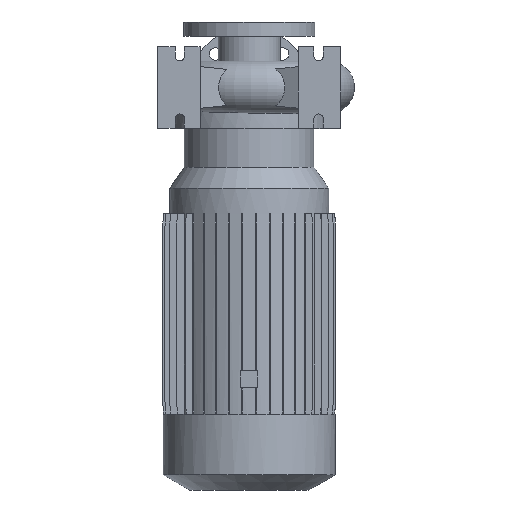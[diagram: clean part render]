
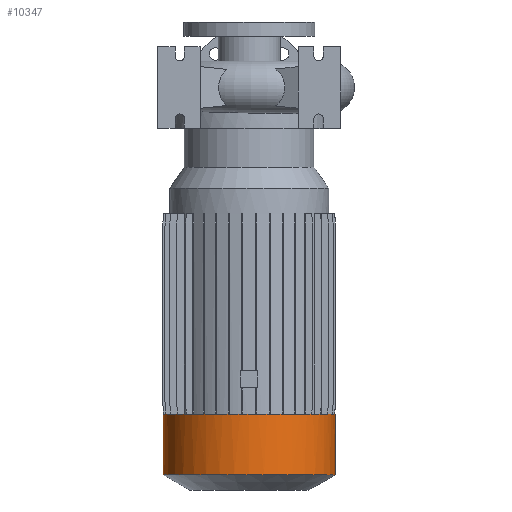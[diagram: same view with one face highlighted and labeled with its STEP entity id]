
A CAD part, front view. The second image highlights one B-rep face of the part: STEP entity #10347.
In plain terms, the highlighted cylindrical face has radius 131.5 mm (diameter 263 mm), a partial arc.
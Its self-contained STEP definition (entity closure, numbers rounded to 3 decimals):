
#327 = CARTESIAN_POINT ( 'NONE',  ( 0., 0., -591.8 ) ) ;
#475 = FACE_OUTER_BOUND ( 'NONE', #11217, .T. ) ;
#1207 = EDGE_CURVE ( 'NONE', #9312, #4473, #4767, .T. ) ;
#1586 = CYLINDRICAL_SURFACE ( 'NONE', #13120, 131.5 ) ;
#1982 = EDGE_CURVE ( 'NONE', #9312, #6576, #6246, .T. ) ;
#2181 = CARTESIAN_POINT ( 'NONE',  ( 0., 0., -499. ) ) ;
#2828 = DIRECTION ( 'NONE',  ( 1., 0., 0. ) ) ;
#3010 = ORIENTED_EDGE ( 'NONE', *, *, #1982, .F. ) ;
#3079 = CARTESIAN_POINT ( 'NONE',  ( -131.5, 0., -499. ) ) ;
#3253 = EDGE_CURVE ( 'NONE', #4473, #13231, #11032, .T. ) ;
#3713 = DIRECTION ( 'NONE',  ( 0., 0., 1. ) ) ;
#4009 = DIRECTION ( 'NONE',  ( 0., 0., 1. ) ) ;
#4369 = CARTESIAN_POINT ( 'NONE',  ( 131.5, 0., -591.8 ) ) ;
#4473 = VERTEX_POINT ( 'NONE', #4369 ) ;
#4613 = DIRECTION ( 'NONE',  ( 1., 0., 0. ) ) ;
#4767 = CIRCLE ( 'NONE', #8522, 131.5 ) ;
#4956 = CARTESIAN_POINT ( 'NONE',  ( -131.5, 0., -591.8 ) ) ;
#5063 = ORIENTED_EDGE ( 'NONE', *, *, #3253, .T. ) ;
#5208 = ORIENTED_EDGE ( 'NONE', *, *, #1207, .T. ) ;
#5477 = CARTESIAN_POINT ( 'NONE',  ( 131.5, 0., -499. ) ) ;
#6246 = LINE ( 'NONE', #7427, #7354 ) ;
#6394 = DIRECTION ( 'NONE',  ( 0., 0., 1. ) ) ;
#6576 = VERTEX_POINT ( 'NONE', #3079 ) ;
#7318 = CARTESIAN_POINT ( 'NONE',  ( 0., 0., 100. ) ) ;
#7354 = VECTOR ( 'NONE', #6394, 1000. ) ;
#7427 = CARTESIAN_POINT ( 'NONE',  ( -131.5, 0., 100. ) ) ;
#7546 = EDGE_CURVE ( 'NONE', #6576, #13231, #8142, .T. ) ;
#7778 = DIRECTION ( 'NONE',  ( 0., 0., 1. ) ) ;
#8142 = CIRCLE ( 'NONE', #11200, 131.5 ) ;
#8522 = AXIS2_PLACEMENT_3D ( 'NONE', #327, #3713, #12835 ) ;
#8526 = DIRECTION ( 'NONE',  ( 0., 0., 1. ) ) ;
#9027 = VECTOR ( 'NONE', #8526, 1000. ) ;
#9312 = VERTEX_POINT ( 'NONE', #4956 ) ;
#10347 = ADVANCED_FACE ( 'NONE', ( #475 ), #1586, .T. ) ;
#11032 = LINE ( 'NONE', #14334, #9027 ) ;
#11200 = AXIS2_PLACEMENT_3D ( 'NONE', #2181, #7778, #4613 ) ;
#11217 = EDGE_LOOP ( 'NONE', ( #3010, #5208, #5063, #14129 ) ) ;
#12835 = DIRECTION ( 'NONE',  ( 1., 0., 0. ) ) ;
#13120 = AXIS2_PLACEMENT_3D ( 'NONE', #7318, #4009, #2828 ) ;
#13231 = VERTEX_POINT ( 'NONE', #5477 ) ;
#14129 = ORIENTED_EDGE ( 'NONE', *, *, #7546, .F. ) ;
#14334 = CARTESIAN_POINT ( 'NONE',  ( 131.5, 0., 100. ) ) ;
